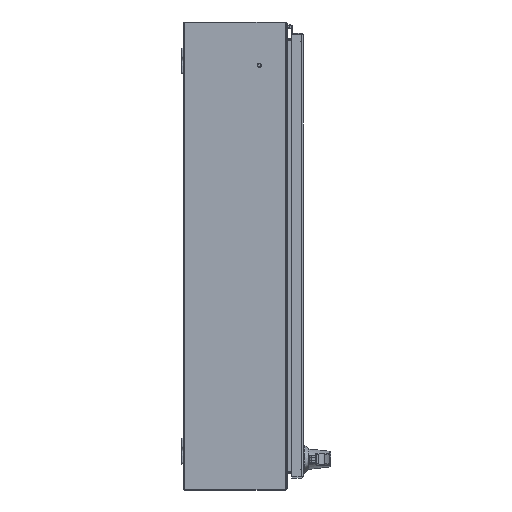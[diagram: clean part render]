
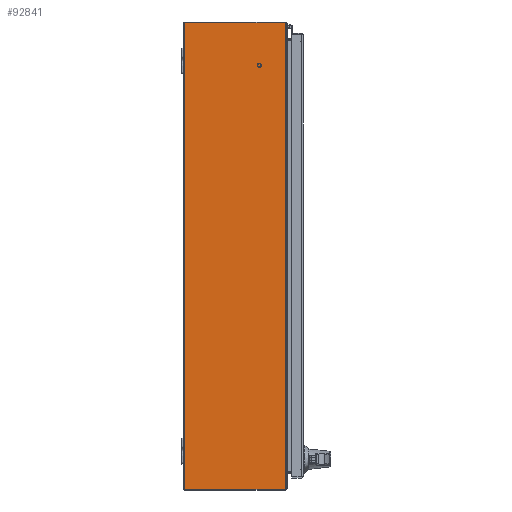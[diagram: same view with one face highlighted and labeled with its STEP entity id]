
A CAD part, front view. The second image highlights one B-rep face of the part: STEP entity #92841.
In plain terms, the highlighted face is planar.
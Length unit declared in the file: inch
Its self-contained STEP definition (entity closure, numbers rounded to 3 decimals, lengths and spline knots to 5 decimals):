
#1212 = CARTESIAN_POINT ( 'NONE',  ( -17.92789, -0.108, -21. ) ) ;
#1885 = AXIS2_PLACEMENT_3D ( 'NONE', #3171, #65836, #85098 ) ;
#3171 = CARTESIAN_POINT ( 'NONE',  ( -17.82789, -7.85871, -21. ) ) ;
#4696 = ORIENTED_EDGE ( 'NONE', *, *, #35052, .T. ) ;
#9377 = LINE ( 'NONE', #43779, #78371 ) ;
#9899 = VECTOR ( 'NONE', #38673, 39.37008 ) ;
#10395 = LINE ( 'NONE', #50114, #17577 ) ;
#13470 = EDGE_CURVE ( 'NONE', #18086, #102010, #52982, .T. ) ;
#16632 = ORIENTED_EDGE ( 'NONE', *, *, #23972, .F. ) ;
#17577 = VECTOR ( 'NONE', #105433, 39.37008 ) ;
#17905 = FACE_OUTER_BOUND ( 'NONE', #107974, .T. ) ;
#18086 = VERTEX_POINT ( 'NONE', #38216 ) ;
#23158 = ORIENTED_EDGE ( 'NONE', *, *, #13470, .F. ) ;
#23972 = EDGE_CURVE ( 'NONE', #63400, #113486, #10395, .T. ) ;
#24782 = DIRECTION ( 'NONE',  ( 0., -1., 0. ) ) ;
#26159 = ORIENTED_EDGE ( 'NONE', *, *, #27853, .F. ) ;
#27853 = EDGE_CURVE ( 'NONE', #113486, #29188, #9377, .T. ) ;
#29188 = VERTEX_POINT ( 'NONE', #101636 ) ;
#29474 = CARTESIAN_POINT ( 'NONE',  ( -125.406, -7.892, -21. ) ) ;
#33157 = EDGE_CURVE ( 'NONE', #29188, #18086, #111073, .T. ) ;
#33223 = VERTEX_POINT ( 'NONE', #103563 ) ;
#35052 = EDGE_CURVE ( 'NONE', #63400, #33223, #80034, .T. ) ;
#38216 = CARTESIAN_POINT ( 'NONE',  ( -17.92218, -7.892, -21. ) ) ;
#38673 = DIRECTION ( 'NONE',  ( 1., 0., 0. ) ) ;
#38783 = CARTESIAN_POINT ( 'NONE',  ( 17.92218, -7.892, -21. ) ) ;
#43779 = CARTESIAN_POINT ( 'NONE',  ( -17.92789, 39.37008, -21. ) ) ;
#44969 = DIRECTION ( 'NONE',  ( 0., -1., 0. ) ) ;
#47843 = DIRECTION ( 'NONE',  ( 0., 0., 1. ) ) ;
#50114 = CARTESIAN_POINT ( 'NONE',  ( -125.406, -0.108, -21. ) ) ;
#51857 = DIRECTION ( 'NONE',  ( 1., 0., 0. ) ) ;
#52982 = LINE ( 'NONE', #29474, #9899 ) ;
#59495 = PLANE ( 'NONE',  #110233 ) ;
#63400 = VERTEX_POINT ( 'NONE', #88047 ) ;
#64030 = CIRCLE ( 'NONE', #94924, 0.1 ) ;
#65657 = VECTOR ( 'NONE', #24782, 39.37008 ) ;
#65836 = DIRECTION ( 'NONE',  ( 0., 0., 1. ) ) ;
#70804 = ORIENTED_EDGE ( 'NONE', *, *, #101490, .F. ) ;
#78371 = VECTOR ( 'NONE', #44969, 39.37008 ) ;
#80034 = LINE ( 'NONE', #97406, #65657 ) ;
#85098 = DIRECTION ( 'NONE',  ( -1., 0., 0. ) ) ;
#88047 = CARTESIAN_POINT ( 'NONE',  ( 17.92789, -0.108, -21. ) ) ;
#92841 = ADVANCED_FACE ( 'NONE', ( #17905 ), #59495, .F. ) ;
#93560 = CARTESIAN_POINT ( 'NONE',  ( 17.82789, -7.85871, -21. ) ) ;
#94924 = AXIS2_PLACEMENT_3D ( 'NONE', #93560, #47843, #111958 ) ;
#97406 = CARTESIAN_POINT ( 'NONE',  ( 17.92789, 39.37008, -21. ) ) ;
#97551 = CARTESIAN_POINT ( 'NONE',  ( -125.406, 0., -21. ) ) ;
#101490 = EDGE_CURVE ( 'NONE', #102010, #33223, #64030, .T. ) ;
#101636 = CARTESIAN_POINT ( 'NONE',  ( -17.92789, -7.85871, -21. ) ) ;
#102010 = VERTEX_POINT ( 'NONE', #38783 ) ;
#103563 = CARTESIAN_POINT ( 'NONE',  ( 17.92789, -7.85871, -21. ) ) ;
#103878 = ORIENTED_EDGE ( 'NONE', *, *, #33157, .F. ) ;
#105433 = DIRECTION ( 'NONE',  ( -1., 0., 0. ) ) ;
#106776 = DIRECTION ( 'NONE',  ( 0., 0., 1. ) ) ;
#107974 = EDGE_LOOP ( 'NONE', ( #70804, #23158, #103878, #26159, #16632, #4696 ) ) ;
#110233 = AXIS2_PLACEMENT_3D ( 'NONE', #97551, #106776, #51857 ) ;
#111073 = CIRCLE ( 'NONE', #1885, 0.1 ) ;
#111958 = DIRECTION ( 'NONE',  ( 1., 0., 0. ) ) ;
#113486 = VERTEX_POINT ( 'NONE', #1212 ) ;
